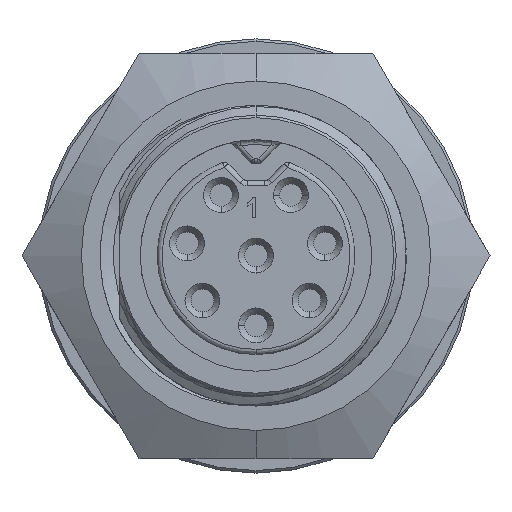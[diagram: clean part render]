
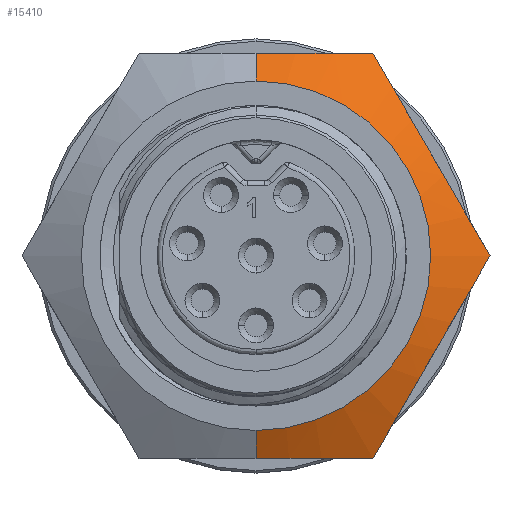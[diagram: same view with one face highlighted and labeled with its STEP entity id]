
A CAD part, top view. The second image highlights one B-rep face of the part: STEP entity #15410.
In plain terms, the highlighted conical face has half-angle 61.689 degrees and reference radius 11.926 mm.
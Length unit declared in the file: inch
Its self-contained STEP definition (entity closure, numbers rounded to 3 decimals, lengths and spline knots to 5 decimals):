
#558 = ORIENTED_EDGE ( 'NONE', *, *, #20790, .T. ) ;
#592 = CARTESIAN_POINT ( 'NONE',  ( 0.15736, -0.406, -0.04515 ) ) ;
#1287 = CARTESIAN_POINT ( 'NONE',  ( 0.33155, 0.23774, -0.03018 ) ) ;
#1304 = CARTESIAN_POINT ( 'NONE',  ( 0.30228, -0.28844, -0.0363 ) ) ;
#1935 = VERTEX_POINT ( 'NONE', #6704 ) ;
#2049 = CARTESIAN_POINT ( 'NONE',  ( 0.2344, 0.406, -0.064 ) ) ;
#2095 = CONICAL_SURFACE ( 'NONE', #20825, 0.46952, 1.077 ) ;
#2136 = LINE ( 'NONE', #11528, #23727 ) ;
#2163 = ORIENTED_EDGE ( 'NONE', *, *, #5375, .F. ) ;
#2688 = VERTEX_POINT ( 'NONE', #13256 ) ;
#2719 = CARTESIAN_POINT ( 'NONE',  ( 0.03988, -0.406, -0.03017 ) ) ;
#3389 = CARTESIAN_POINT ( 'NONE',  ( 0., -0.46952, -0.06438 ) ) ;
#3411 = CARTESIAN_POINT ( 'NONE',  ( 0.37135, 0.1688, -0.03095 ) ) ;
#3431 = CARTESIAN_POINT ( 'NONE',  ( 0.25361, -0.37274, -0.05365 ) ) ;
#3916 = B_SPLINE_CURVE_WITH_KNOTS ( 'NONE', 3,
 ( #22190, #7532, #26410, #13849, #1287, #15950, #3411, #18057, #5512, #20161, #7625, #22277 ),
 .UNSPECIFIED., .F., .F.,
 ( 4, 2, 2, 2, 2, 4 ),
 ( 0., 0.003, 0.00601, 0.00751, 0.00901, 0.01201 ),
 .UNSPECIFIED. ) ;
#4145 = ORIENTED_EDGE ( 'NONE', *, *, #8472, .T. ) ;
#4399 = CIRCLE ( 'NONE', #12848, 0.35 ) ;
#4641 = B_SPLINE_CURVE_WITH_KNOTS ( 'NONE', 3,
 ( #25720, #6665, #592, #15271, #2719, #17364 ),
 .UNSPECIFIED., .F., .F.,
 ( 4, 2, 4 ),
 ( -0.00602, -0.00301, 0. ),
 .UNSPECIFIED. ) ;
#5008 = EDGE_LOOP ( 'NONE', ( #558, #4145, #23068, #17708, #22652, #2163, #8020 ) ) ;
#5375 = EDGE_CURVE ( 'NONE', #26121, #2688, #25324, .T. ) ;
#5436 = CARTESIAN_POINT ( 'NONE',  ( 0.46881, 0., -0.064 ) ) ;
#5512 = CARTESIAN_POINT ( 'NONE',  ( 0.40094, 0.11756, -0.0363 ) ) ;
#6665 = CARTESIAN_POINT ( 'NONE',  ( 0.19602, -0.406, -0.05366 ) ) ;
#6704 = CARTESIAN_POINT ( 'NONE',  ( 0., -0.35, 0. ) ) ;
#6874 = B_SPLINE_CURVE_WITH_KNOTS ( 'NONE', 3,
 ( #5436, #7549, #22205, #9649, #24307, #11760, #26423, #13866, #1304, #15966, #3431, #18073 ),
 .UNSPECIFIED., .F., .F.,
 ( 4, 2, 2, 2, 2, 4 ),
 ( 0., 0.003, 0.00601, 0.00751, 0.00901, 0.01201 ),
 .UNSPECIFIED. ) ;
#7532 = CARTESIAN_POINT ( 'NONE',  ( 0.25359, 0.37277, -0.05366 ) ) ;
#7549 = CARTESIAN_POINT ( 'NONE',  ( 0.44962, -0.03323, -0.05366 ) ) ;
#7625 = CARTESIAN_POINT ( 'NONE',  ( 0.4496, 0.03326, -0.05365 ) ) ;
#7839 = CARTESIAN_POINT ( 'NONE',  ( 0., 0.35, 0. ) ) ;
#8020 = ORIENTED_EDGE ( 'NONE', *, *, #8414, .F. ) ;
#8276 = CARTESIAN_POINT ( 'NONE',  ( 0.03988, 0.406, -0.03017 ) ) ;
#8414 = EDGE_CURVE ( 'NONE', #9591, #26121, #2136, .T. ) ;
#8472 = EDGE_CURVE ( 'NONE', #1935, #26885, #18171, .T. ) ;
#8733 = DIRECTION ( 'NONE',  ( 0., 0., -1. ) ) ;
#8901 = CARTESIAN_POINT ( 'NONE',  ( 0., -0.406, -0.03017 ) ) ;
#9591 = VERTEX_POINT ( 'NONE', #7839 ) ;
#9649 = CARTESIAN_POINT ( 'NONE',  ( 0.39133, -0.13419, -0.0334 ) ) ;
#9853 = CARTESIAN_POINT ( 'NONE',  ( 0., 0., -0.06438 ) ) ;
#11528 = CARTESIAN_POINT ( 'NONE',  ( 0., 0.46952, -0.06438 ) ) ;
#11760 = CARTESIAN_POINT ( 'NONE',  ( 0.34184, -0.21992, -0.03016 ) ) ;
#11978 = DIRECTION ( 'NONE',  ( 0., 0., -1. ) ) ;
#12355 = VERTEX_POINT ( 'NONE', #26447 ) ;
#12407 = CARTESIAN_POINT ( 'NONE',  ( 0., 0.406, -0.03017 ) ) ;
#12489 = CARTESIAN_POINT ( 'NONE',  ( 0.0793, 0.406, -0.03338 ) ) ;
#12848 = AXIS2_PLACEMENT_3D ( 'NONE', #21273, #8733, #23390 ) ;
#13256 = CARTESIAN_POINT ( 'NONE',  ( 0.2344, 0.406, -0.064 ) ) ;
#13738 = DIRECTION ( 'NONE',  ( 0., 0.88, -0.474 ) ) ;
#13849 = CARTESIAN_POINT ( 'NONE',  ( 0.31188, 0.27181, -0.0334 ) ) ;
#13866 = CARTESIAN_POINT ( 'NONE',  ( 0.3121, -0.27143, -0.03402 ) ) ;
#13983 = DIRECTION ( 'NONE',  ( 0., 1., 0. ) ) ;
#14607 = CARTESIAN_POINT ( 'NONE',  ( 0.19602, 0.406, -0.05366 ) ) ;
#15271 = CARTESIAN_POINT ( 'NONE',  ( 0.0793, -0.406, -0.03338 ) ) ;
#15410 = ADVANCED_FACE ( 'NONE', ( #20081 ), #2095, .T. ) ;
#15950 = CARTESIAN_POINT ( 'NONE',  ( 0.36138, 0.18608, -0.03016 ) ) ;
#15966 = CARTESIAN_POINT ( 'NONE',  ( 0.27295, -0.33923, -0.04513 ) ) ;
#16179 = VERTEX_POINT ( 'NONE', #19403 ) ;
#17364 = CARTESIAN_POINT ( 'NONE',  ( 0., -0.406, -0.03017 ) ) ;
#17491 = VECTOR ( 'NONE', #24273, 39.37008 ) ;
#17708 = ORIENTED_EDGE ( 'NONE', *, *, #18131, .F. ) ;
#18057 = CARTESIAN_POINT ( 'NONE',  ( 0.39111, 0.13457, -0.03402 ) ) ;
#18073 = CARTESIAN_POINT ( 'NONE',  ( 0.2344, -0.406, -0.064 ) ) ;
#18131 = EDGE_CURVE ( 'NONE', #12355, #16179, #6874, .T. ) ;
#18171 = LINE ( 'NONE', #3389, #17491 ) ;
#19403 = CARTESIAN_POINT ( 'NONE',  ( 0.2344, -0.406, -0.064 ) ) ;
#19768 = EDGE_CURVE ( 'NONE', #2688, #12355, #3916, .T. ) ;
#20081 = FACE_OUTER_BOUND ( 'NONE', #5008, .T. ) ;
#20161 = CARTESIAN_POINT ( 'NONE',  ( 0.43026, 0.06677, -0.04513 ) ) ;
#20790 = EDGE_CURVE ( 'NONE', #9591, #1935, #4399, .T. ) ;
#20825 = AXIS2_PLACEMENT_3D ( 'NONE', #9853, #11978, #13983 ) ;
#21273 = CARTESIAN_POINT ( 'NONE',  ( 0., 0., 0. ) ) ;
#22190 = CARTESIAN_POINT ( 'NONE',  ( 0.2344, 0.406, -0.064 ) ) ;
#22205 = CARTESIAN_POINT ( 'NONE',  ( 0.43031, -0.06668, -0.04516 ) ) ;
#22277 = CARTESIAN_POINT ( 'NONE',  ( 0.46881, 0., -0.064 ) ) ;
#22652 = ORIENTED_EDGE ( 'NONE', *, *, #19768, .F. ) ;
#23068 = ORIENTED_EDGE ( 'NONE', *, *, #25822, .F. ) ;
#23390 = DIRECTION ( 'NONE',  ( 0., 1., 0. ) ) ;
#23727 = VECTOR ( 'NONE', #13738, 39.37008 ) ;
#24159 = CARTESIAN_POINT ( 'NONE',  ( 0., 0.406, -0.03017 ) ) ;
#24273 = DIRECTION ( 'NONE',  ( 0., -0.88, -0.474 ) ) ;
#24307 = CARTESIAN_POINT ( 'NONE',  ( 0.37166, -0.16826, -0.03018 ) ) ;
#25324 = B_SPLINE_CURVE_WITH_KNOTS ( 'NONE', 3,
 ( #12407, #8276, #12489, #27163, #14607, #2049 ),
 .UNSPECIFIED., .F., .F.,
 ( 4, 2, 4 ),
 ( 0., 0.00301, 0.00602 ),
 .UNSPECIFIED. ) ;
#25720 = CARTESIAN_POINT ( 'NONE',  ( 0.2344, -0.406, -0.064 ) ) ;
#25822 = EDGE_CURVE ( 'NONE', #16179, #26885, #4641, .T. ) ;
#26121 = VERTEX_POINT ( 'NONE', #24159 ) ;
#26410 = CARTESIAN_POINT ( 'NONE',  ( 0.2729, 0.33932, -0.04516 ) ) ;
#26423 = CARTESIAN_POINT ( 'NONE',  ( 0.33186, -0.2372, -0.03095 ) ) ;
#26447 = CARTESIAN_POINT ( 'NONE',  ( 0.46881, 0., -0.064 ) ) ;
#26885 = VERTEX_POINT ( 'NONE', #8901 ) ;
#27163 = CARTESIAN_POINT ( 'NONE',  ( 0.15736, 0.406, -0.04515 ) ) ;
